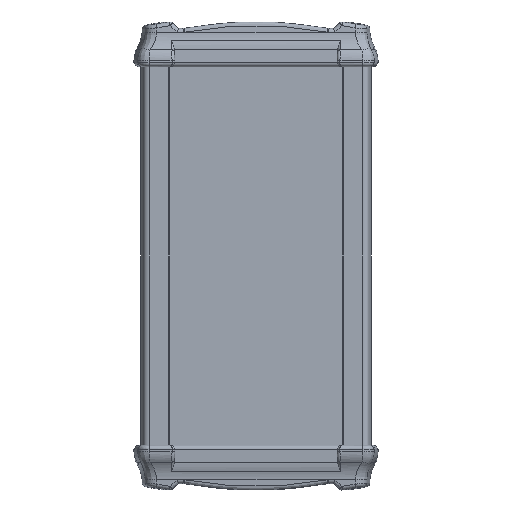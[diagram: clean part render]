
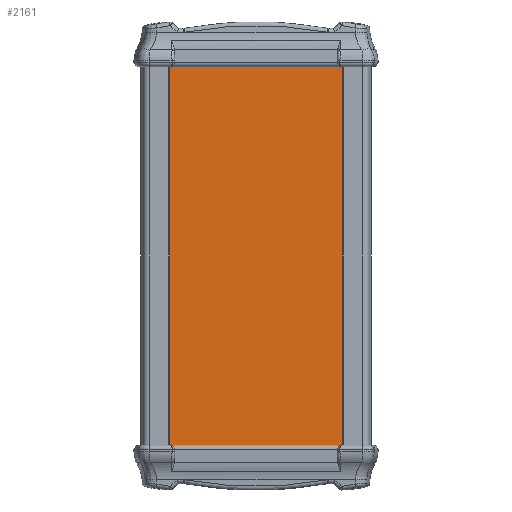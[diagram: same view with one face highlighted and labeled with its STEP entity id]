
A CAD part, front view. The second image highlights one B-rep face of the part: STEP entity #2161.
In plain terms, the highlighted planar face has unit normal (0, -1, 0).
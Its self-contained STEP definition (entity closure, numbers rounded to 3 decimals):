
#2105=CARTESIAN_POINT('',(22.,-7.6,25.0));
#2106=VERTEX_POINT('',#2105);
#2113=CARTESIAN_POINT('',(22.,-7.6,-75.0));
#2114=VERTEX_POINT('',#2113);
#2115=CARTESIAN_POINT('',(22.,-7.6,-75.0));
#2116=DIRECTION('',(0.0,0.0,1.0));
#2117=VECTOR('',#2116,100.0);
#2118=LINE('',#2115,#2117);
#2119=EDGE_CURVE('',#2114,#2106,#2118,.T.);
#2131=CARTESIAN_POINT('',(22.,-7.6,-75.0));
#2132=DIRECTION('',(0.0,-1.0,0.0));
#2133=DIRECTION('',(0.0,0.0,-1.0));
#2134=AXIS2_PLACEMENT_3D('',#2131,#2132,#2133);
#2135=PLANE('',#2134);
#2136=CARTESIAN_POINT('',(-22.,-7.6,25.0));
#2137=VERTEX_POINT('',#2136);
#2138=CARTESIAN_POINT('',(22.,-7.6,25.0));
#2139=DIRECTION('',(-1.0,0.0,0.0));
#2140=VECTOR('',#2139,44.0);
#2141=LINE('',#2138,#2140);
#2142=EDGE_CURVE('',#2106,#2137,#2141,.T.);
#2143=ORIENTED_EDGE('',*,*,#2142,.T.);
#2144=CARTESIAN_POINT('',(-22.,-7.6,-75.0));
#2145=VERTEX_POINT('',#2144);
#2146=CARTESIAN_POINT('',(-22.,-7.6,-75.0));
#2147=DIRECTION('',(0.0,0.0,1.0));
#2148=VECTOR('',#2147,100.0);
#2149=LINE('',#2146,#2148);
#2150=EDGE_CURVE('',#2145,#2137,#2149,.T.);
#2151=ORIENTED_EDGE('',*,*,#2150,.F.);
#2152=CARTESIAN_POINT('',(-22.,-7.6,-75.0));
#2153=DIRECTION('',(1.0,0.0,0.0));
#2154=VECTOR('',#2153,44.0);
#2155=LINE('',#2152,#2154);
#2156=EDGE_CURVE('',#2145,#2114,#2155,.T.);
#2157=ORIENTED_EDGE('',*,*,#2156,.T.);
#2158=ORIENTED_EDGE('',*,*,#2119,.T.);
#2159=EDGE_LOOP('',(#2143,#2151,#2157,#2158));
#2160=FACE_OUTER_BOUND('',#2159,.T.);
#2161=ADVANCED_FACE('',(#2160),#2135,.T.);
